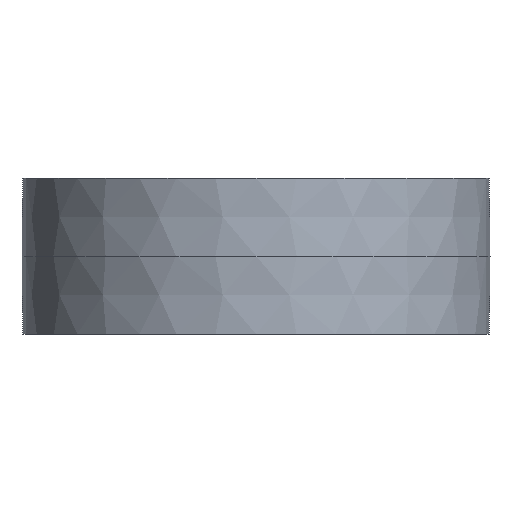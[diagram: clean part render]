
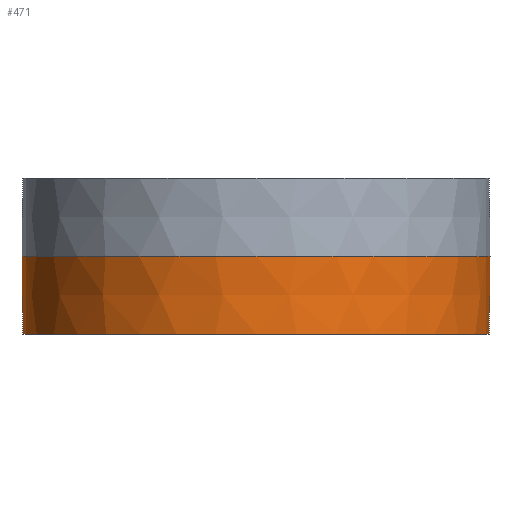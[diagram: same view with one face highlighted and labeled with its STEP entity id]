
A CAD part, front view. The second image highlights one B-rep face of the part: STEP entity #471.
In plain terms, the highlighted conical face has half-angle 0.5 degrees and reference radius 19.05 mm.
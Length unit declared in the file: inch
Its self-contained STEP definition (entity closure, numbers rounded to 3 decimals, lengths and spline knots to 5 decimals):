
#44 = ORIENTED_EDGE ( 'NONE', *, *, #1382, .F. ) ;
#125 = DIRECTION ( 'NONE',  ( 0., 0., 1. ) ) ;
#135 = CARTESIAN_POINT ( 'NONE',  ( 0.75, 0., 0. ) ) ;
#345 = ORIENTED_EDGE ( 'NONE', *, *, #6169, .F. ) ;
#471 = ADVANCED_FACE ( 'NONE', ( #4005 ), #2589, .T. ) ;
#685 = LINE ( 'NONE', #135, #2806 ) ;
#899 = CIRCLE ( 'NONE', #2441, 0.74782 ) ;
#1122 = VERTEX_POINT ( 'NONE', #2970 ) ;
#1192 = DIRECTION ( 'NONE',  ( 0.009, 0., 1. ) ) ;
#1242 = EDGE_CURVE ( 'NONE', #3887, #1122, #899, .T. ) ;
#1305 = DIRECTION ( 'NONE',  ( -0.009, 0., 1. ) ) ;
#1382 = EDGE_CURVE ( 'NONE', #3887, #4011, #4153, .T. ) ;
#1541 = DIRECTION ( 'NONE',  ( -1., 0., 0. ) ) ;
#1546 = VERTEX_POINT ( 'NONE', #6430 ) ;
#2169 = CARTESIAN_POINT ( 'NONE',  ( -0.74782, 0., -0.25 ) ) ;
#2182 = DIRECTION ( 'NONE',  ( 0., 0., 1. ) ) ;
#2441 = AXIS2_PLACEMENT_3D ( 'NONE', #5453, #5105, #2514 ) ;
#2514 = DIRECTION ( 'NONE',  ( 1., 0., 0. ) ) ;
#2574 = AXIS2_PLACEMENT_3D ( 'NONE', #2784, #2182, #4778 ) ;
#2589 = CONICAL_SURFACE ( 'NONE', #4460, 0.75, 0.009 ) ;
#2784 = CARTESIAN_POINT ( 'NONE',  ( 0., 0., 0. ) ) ;
#2806 = VECTOR ( 'NONE', #1192, 39.37008 ) ;
#2838 = EDGE_LOOP ( 'NONE', ( #4139, #5186, #345, #44 ) ) ;
#2970 = CARTESIAN_POINT ( 'NONE',  ( 0.74782, 0., -0.25 ) ) ;
#3880 = EDGE_CURVE ( 'NONE', #1122, #1546, #685, .T. ) ;
#3887 = VERTEX_POINT ( 'NONE', #2169 ) ;
#3906 = VECTOR ( 'NONE', #1305, 39.37008 ) ;
#4005 = FACE_OUTER_BOUND ( 'NONE', #2838, .T. ) ;
#4011 = VERTEX_POINT ( 'NONE', #5864 ) ;
#4139 = ORIENTED_EDGE ( 'NONE', *, *, #1242, .T. ) ;
#4153 = LINE ( 'NONE', #4271, #3906 ) ;
#4271 = CARTESIAN_POINT ( 'NONE',  ( -0.75, 0., 0. ) ) ;
#4460 = AXIS2_PLACEMENT_3D ( 'NONE', #6006, #125, #1541 ) ;
#4778 = DIRECTION ( 'NONE',  ( 1., 0., 0. ) ) ;
#5105 = DIRECTION ( 'NONE',  ( 0., 0., 1. ) ) ;
#5186 = ORIENTED_EDGE ( 'NONE', *, *, #3880, .T. ) ;
#5453 = CARTESIAN_POINT ( 'NONE',  ( 0., 0., -0.25 ) ) ;
#5706 = CIRCLE ( 'NONE', #2574, 0.75 ) ;
#5864 = CARTESIAN_POINT ( 'NONE',  ( -0.75, 0., 0. ) ) ;
#6006 = CARTESIAN_POINT ( 'NONE',  ( 0., 0., 0. ) ) ;
#6169 = EDGE_CURVE ( 'NONE', #4011, #1546, #5706, .T. ) ;
#6430 = CARTESIAN_POINT ( 'NONE',  ( 0.75, 0., 0. ) ) ;
